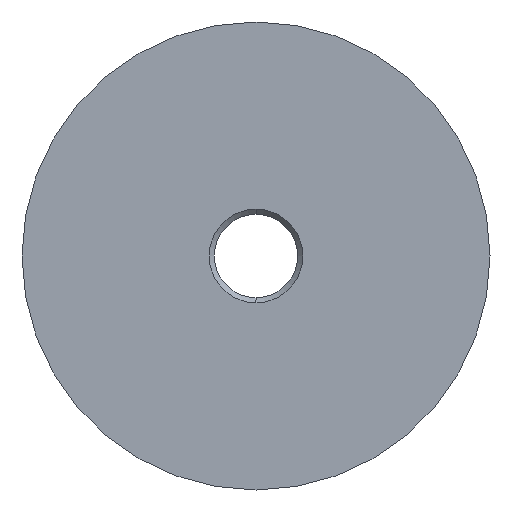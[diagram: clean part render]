
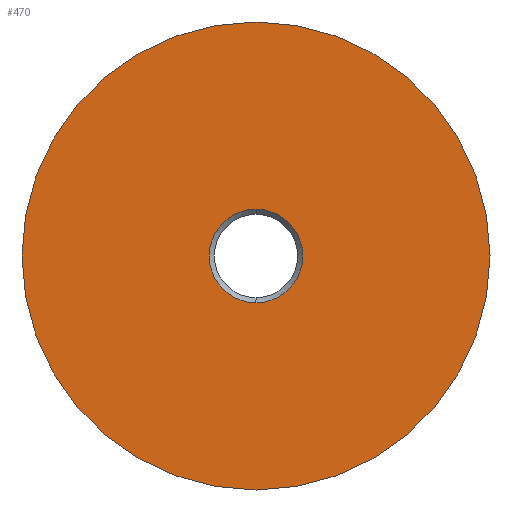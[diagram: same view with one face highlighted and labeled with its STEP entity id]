
A CAD part, left-side view. The second image highlights one B-rep face of the part: STEP entity #470.
In plain terms, the highlighted planar face has unit normal (-1, 0, 0).
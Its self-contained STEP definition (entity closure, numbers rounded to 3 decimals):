
#10 = CIRCLE ( 'NONE', #397, 4.5 ) ;
#12 = DIRECTION ( 'NONE',  ( 0., 0., 1. ) ) ;
#36 = CARTESIAN_POINT ( 'NONE',  ( -14.5, 0., -22.5 ) ) ;
#62 = AXIS2_PLACEMENT_3D ( 'NONE', #74, #302, #193 ) ;
#63 = CIRCLE ( 'NONE', #374, 22.5 ) ;
#64 = ORIENTED_EDGE ( 'NONE', *, *, #189, .F. ) ;
#74 = CARTESIAN_POINT ( 'NONE',  ( -14.5, 0., 0. ) ) ;
#86 = CARTESIAN_POINT ( 'NONE',  ( -14.5, 0., 0. ) ) ;
#125 = CIRCLE ( 'NONE', #62, 22.5 ) ;
#134 = VERTEX_POINT ( 'NONE', #36 ) ;
#156 = CARTESIAN_POINT ( 'NONE',  ( -14.5, 0., -4.5 ) ) ;
#173 = ORIENTED_EDGE ( 'NONE', *, *, #511, .T. ) ;
#183 = FACE_OUTER_BOUND ( 'NONE', #212, .T. ) ;
#189 = EDGE_CURVE ( 'NONE', #398, #134, #125, .T. ) ;
#190 = FACE_BOUND ( 'NONE', #336, .T. ) ;
#193 = DIRECTION ( 'NONE',  ( 0., 0., -1. ) ) ;
#205 = DIRECTION ( 'NONE',  ( 1., 0., 0. ) ) ;
#212 = EDGE_LOOP ( 'NONE', ( #433, #64 ) ) ;
#227 = CARTESIAN_POINT ( 'NONE',  ( -14.5, 22.5, 0. ) ) ;
#249 = CARTESIAN_POINT ( 'NONE',  ( -14.5, 0., 0. ) ) ;
#259 = AXIS2_PLACEMENT_3D ( 'NONE', #249, #205, #366 ) ;
#267 = DIRECTION ( 'NONE',  ( -1., 0., 0. ) ) ;
#274 = VERTEX_POINT ( 'NONE', #156 ) ;
#302 = DIRECTION ( 'NONE',  ( 1., 0., 0. ) ) ;
#317 = PLANE ( 'NONE',  #506 ) ;
#318 = DIRECTION ( 'NONE',  ( 0., 0., -1. ) ) ;
#323 = CARTESIAN_POINT ( 'NONE',  ( -14.5, 0., 22.5 ) ) ;
#336 = EDGE_LOOP ( 'NONE', ( #173, #345 ) ) ;
#345 = ORIENTED_EDGE ( 'NONE', *, *, #392, .T. ) ;
#348 = DIRECTION ( 'NONE',  ( 0., 0., 1. ) ) ;
#366 = DIRECTION ( 'NONE',  ( 0., 0., 1. ) ) ;
#374 = AXIS2_PLACEMENT_3D ( 'NONE', #86, #478, #318 ) ;
#380 = EDGE_CURVE ( 'NONE', #134, #398, #63, .T. ) ;
#392 = EDGE_CURVE ( 'NONE', #274, #415, #10, .T. ) ;
#397 = AXIS2_PLACEMENT_3D ( 'NONE', #445, #483, #12 ) ;
#398 = VERTEX_POINT ( 'NONE', #323 ) ;
#415 = VERTEX_POINT ( 'NONE', #427 ) ;
#427 = CARTESIAN_POINT ( 'NONE',  ( -14.5, 0., 4.5 ) ) ;
#433 = ORIENTED_EDGE ( 'NONE', *, *, #380, .F. ) ;
#445 = CARTESIAN_POINT ( 'NONE',  ( -14.5, 0., 0. ) ) ;
#470 = ADVANCED_FACE ( 'NONE', ( #190, #183 ), #317, .T. ) ;
#478 = DIRECTION ( 'NONE',  ( 1., 0., 0. ) ) ;
#483 = DIRECTION ( 'NONE',  ( 1., 0., 0. ) ) ;
#506 = AXIS2_PLACEMENT_3D ( 'NONE', #227, #267, #348 ) ;
#511 = EDGE_CURVE ( 'NONE', #415, #274, #512, .T. ) ;
#512 = CIRCLE ( 'NONE', #259, 4.5 ) ;
